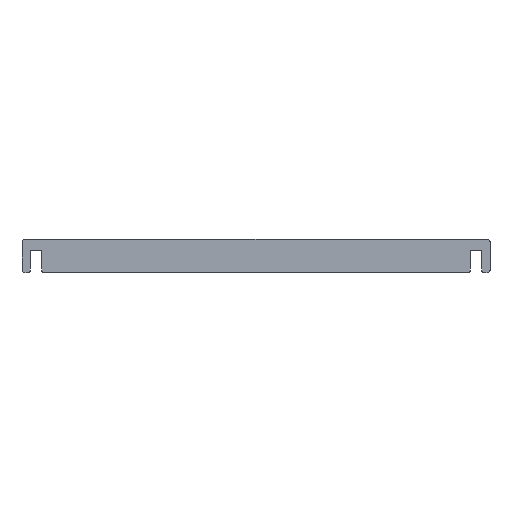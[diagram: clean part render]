
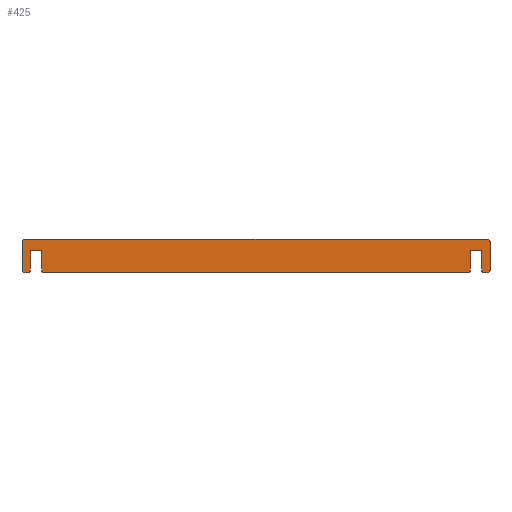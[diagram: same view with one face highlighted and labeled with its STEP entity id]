
A CAD part, top view. The second image highlights one B-rep face of the part: STEP entity #425.
In plain terms, the highlighted planar face has unit normal (0, 0, 1).
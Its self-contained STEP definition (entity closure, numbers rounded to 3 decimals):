
#16=CIRCLE('',#451,5.);
#18=CIRCLE('',#455,5.);
#20=CIRCLE('',#461,5.);
#22=CIRCLE('',#465,5.);
#24=CIRCLE('',#469,5.);
#26=CIRCLE('',#473,5.);
#28=CIRCLE('',#477,5.);
#30=CIRCLE('',#481,5.);
#59=FACE_OUTER_BOUND('',#81,.T.);
#81=EDGE_LOOP('',(#351,#352,#353,#354,#355,#356,#357,#358,#359,#360,#361,
#362,#363,#364,#365,#366,#367,#368,#369,#370));
#85=LINE('',#615,#129);
#88=LINE('',#621,#132);
#92=LINE('',#633,#136);
#96=LINE('',#645,#140);
#99=LINE('',#651,#143);
#102=LINE('',#657,#146);
#106=LINE('',#669,#150);
#110=LINE('',#681,#154);
#114=LINE('',#693,#158);
#118=LINE('',#705,#162);
#122=LINE('',#717,#166);
#126=LINE('',#727,#170);
#129=VECTOR('',#491,10.);
#132=VECTOR('',#496,10.);
#136=VECTOR('',#508,10.);
#140=VECTOR('',#520,10.);
#143=VECTOR('',#525,10.);
#146=VECTOR('',#530,10.);
#150=VECTOR('',#542,10.);
#154=VECTOR('',#554,10.);
#158=VECTOR('',#566,10.);
#162=VECTOR('',#578,10.);
#166=VECTOR('',#590,10.);
#170=VECTOR('',#602,10.);
#173=VERTEX_POINT('',#612);
#174=VERTEX_POINT('',#614);
#176=VERTEX_POINT('',#620);
#178=VERTEX_POINT('',#626);
#180=VERTEX_POINT('',#632);
#182=VERTEX_POINT('',#638);
#184=VERTEX_POINT('',#644);
#186=VERTEX_POINT('',#650);
#188=VERTEX_POINT('',#656);
#190=VERTEX_POINT('',#662);
#192=VERTEX_POINT('',#668);
#194=VERTEX_POINT('',#674);
#196=VERTEX_POINT('',#680);
#198=VERTEX_POINT('',#686);
#200=VERTEX_POINT('',#692);
#202=VERTEX_POINT('',#698);
#204=VERTEX_POINT('',#704);
#206=VERTEX_POINT('',#710);
#208=VERTEX_POINT('',#716);
#210=VERTEX_POINT('',#722);
#213=EDGE_CURVE('',#174,#173,#85,.T.);
#216=EDGE_CURVE('',#176,#174,#88,.T.);
#219=EDGE_CURVE('',#178,#176,#16,.T.);
#222=EDGE_CURVE('',#180,#178,#92,.T.);
#225=EDGE_CURVE('',#182,#180,#18,.T.);
#228=EDGE_CURVE('',#184,#182,#96,.T.);
#231=EDGE_CURVE('',#186,#184,#99,.T.);
#234=EDGE_CURVE('',#188,#186,#102,.T.);
#237=EDGE_CURVE('',#190,#188,#20,.T.);
#240=EDGE_CURVE('',#192,#190,#106,.T.);
#243=EDGE_CURVE('',#194,#192,#22,.T.);
#246=EDGE_CURVE('',#196,#194,#110,.T.);
#249=EDGE_CURVE('',#198,#196,#24,.T.);
#252=EDGE_CURVE('',#200,#198,#114,.T.);
#255=EDGE_CURVE('',#202,#200,#26,.T.);
#258=EDGE_CURVE('',#204,#202,#118,.T.);
#261=EDGE_CURVE('',#206,#204,#28,.T.);
#264=EDGE_CURVE('',#208,#206,#122,.T.);
#267=EDGE_CURVE('',#210,#208,#30,.T.);
#270=EDGE_CURVE('',#173,#210,#126,.T.);
#351=ORIENTED_EDGE('',*,*,#270,.T.);
#352=ORIENTED_EDGE('',*,*,#267,.T.);
#353=ORIENTED_EDGE('',*,*,#264,.T.);
#354=ORIENTED_EDGE('',*,*,#261,.T.);
#355=ORIENTED_EDGE('',*,*,#258,.T.);
#356=ORIENTED_EDGE('',*,*,#255,.T.);
#357=ORIENTED_EDGE('',*,*,#252,.T.);
#358=ORIENTED_EDGE('',*,*,#249,.T.);
#359=ORIENTED_EDGE('',*,*,#246,.T.);
#360=ORIENTED_EDGE('',*,*,#243,.T.);
#361=ORIENTED_EDGE('',*,*,#240,.T.);
#362=ORIENTED_EDGE('',*,*,#237,.T.);
#363=ORIENTED_EDGE('',*,*,#234,.T.);
#364=ORIENTED_EDGE('',*,*,#231,.T.);
#365=ORIENTED_EDGE('',*,*,#228,.T.);
#366=ORIENTED_EDGE('',*,*,#225,.T.);
#367=ORIENTED_EDGE('',*,*,#222,.T.);
#368=ORIENTED_EDGE('',*,*,#219,.T.);
#369=ORIENTED_EDGE('',*,*,#216,.T.);
#370=ORIENTED_EDGE('',*,*,#213,.T.);
#403=PLANE('',#483);
#425=ADVANCED_FACE('',(#59),#403,.T.);
#451=AXIS2_PLACEMENT_3D('',#627,#502,#503);
#455=AXIS2_PLACEMENT_3D('',#639,#514,#515);
#461=AXIS2_PLACEMENT_3D('',#663,#536,#537);
#465=AXIS2_PLACEMENT_3D('',#675,#548,#549);
#469=AXIS2_PLACEMENT_3D('',#687,#560,#561);
#473=AXIS2_PLACEMENT_3D('',#699,#572,#573);
#477=AXIS2_PLACEMENT_3D('',#711,#584,#585);
#481=AXIS2_PLACEMENT_3D('',#723,#596,#597);
#483=AXIS2_PLACEMENT_3D('',#728,#603,#604);
#491=DIRECTION('',(1.,0.,0.));
#496=DIRECTION('',(0.,1.,0.));
#502=DIRECTION('center_axis',(0.,0.,1.));
#503=DIRECTION('ref_axis',(0.,-1.,0.));
#508=DIRECTION('',(1.,0.,0.));
#514=DIRECTION('center_axis',(0.,0.,1.));
#515=DIRECTION('ref_axis',(-1.,0.,0.));
#520=DIRECTION('',(0.,-1.,0.));
#525=DIRECTION('',(1.,0.,0.));
#530=DIRECTION('',(0.,1.,0.));
#536=DIRECTION('center_axis',(0.,0.,1.));
#537=DIRECTION('ref_axis',(0.,-1.,0.));
#542=DIRECTION('',(1.,0.,0.));
#548=DIRECTION('center_axis',(0.,0.,1.));
#549=DIRECTION('ref_axis',(-1.,0.,0.));
#554=DIRECTION('',(0.,-1.,0.));
#560=DIRECTION('center_axis',(0.,0.,1.));
#561=DIRECTION('ref_axis',(0.,1.,0.));
#566=DIRECTION('',(-1.,0.,0.));
#572=DIRECTION('center_axis',(0.,0.,1.));
#573=DIRECTION('ref_axis',(1.,0.,0.));
#578=DIRECTION('',(0.,1.,0.));
#584=DIRECTION('center_axis',(0.,0.,1.));
#585=DIRECTION('ref_axis',(0.,-1.,0.));
#590=DIRECTION('',(1.,0.,0.));
#596=DIRECTION('center_axis',(0.,0.,1.));
#597=DIRECTION('ref_axis',(-1.,0.,0.));
#602=DIRECTION('',(0.,-1.,0.));
#603=DIRECTION('center_axis',(0.,0.,1.));
#604=DIRECTION('ref_axis',(1.,0.,0.));
#612=CARTESIAN_POINT('',(820.,40.,3.));
#614=CARTESIAN_POINT('',(800.,40.,3.));
#615=CARTESIAN_POINT('',(800.,40.,3.));
#620=CARTESIAN_POINT('',(800.,5.,3.));
#621=CARTESIAN_POINT('',(800.,5.,3.));
#626=CARTESIAN_POINT('',(795.,0.,3.));
#627=CARTESIAN_POINT('Origin',(795.,5.,3.));
#632=CARTESIAN_POINT('',(40.,0.,3.));
#633=CARTESIAN_POINT('',(40.,0.,3.));
#638=CARTESIAN_POINT('',(35.,5.,3.));
#639=CARTESIAN_POINT('Origin',(40.,5.,3.));
#644=CARTESIAN_POINT('',(35.,40.,3.));
#645=CARTESIAN_POINT('',(35.,40.,3.));
#650=CARTESIAN_POINT('',(15.,40.,3.));
#651=CARTESIAN_POINT('',(15.,40.,3.));
#656=CARTESIAN_POINT('',(15.,5.,3.));
#657=CARTESIAN_POINT('',(15.,5.,3.));
#662=CARTESIAN_POINT('',(10.,0.,3.));
#663=CARTESIAN_POINT('Origin',(10.,5.,3.));
#668=CARTESIAN_POINT('',(5.,0.,3.));
#669=CARTESIAN_POINT('',(5.,0.,3.));
#674=CARTESIAN_POINT('',(0.,5.,3.));
#675=CARTESIAN_POINT('Origin',(5.,5.,3.));
#680=CARTESIAN_POINT('',(0.,55.,3.));
#681=CARTESIAN_POINT('',(0.,55.,3.));
#686=CARTESIAN_POINT('',(5.,60.,3.));
#687=CARTESIAN_POINT('Origin',(5.,55.,3.));
#692=CARTESIAN_POINT('',(830.,60.,3.));
#693=CARTESIAN_POINT('',(830.,60.,3.));
#698=CARTESIAN_POINT('',(835.,55.,3.));
#699=CARTESIAN_POINT('Origin',(830.,55.,3.));
#704=CARTESIAN_POINT('',(835.,5.,3.));
#705=CARTESIAN_POINT('',(835.,5.,3.));
#710=CARTESIAN_POINT('',(830.,0.,3.));
#711=CARTESIAN_POINT('Origin',(830.,5.,3.));
#716=CARTESIAN_POINT('',(825.,0.,3.));
#717=CARTESIAN_POINT('',(825.,0.,3.));
#722=CARTESIAN_POINT('',(820.,5.,3.));
#723=CARTESIAN_POINT('Origin',(825.,5.,3.));
#727=CARTESIAN_POINT('',(820.,40.,3.));
#728=CARTESIAN_POINT('Origin',(417.5,30.253,3.));
